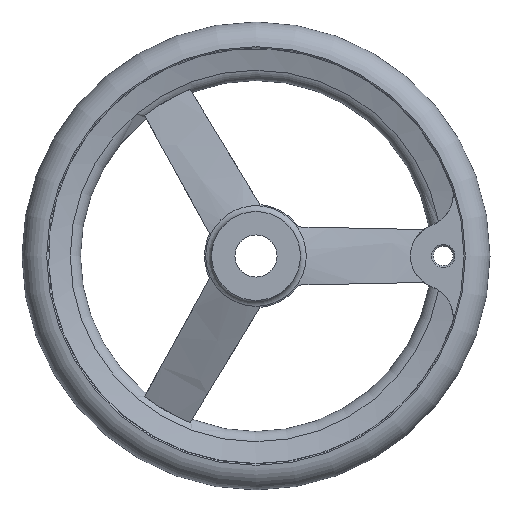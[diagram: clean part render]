
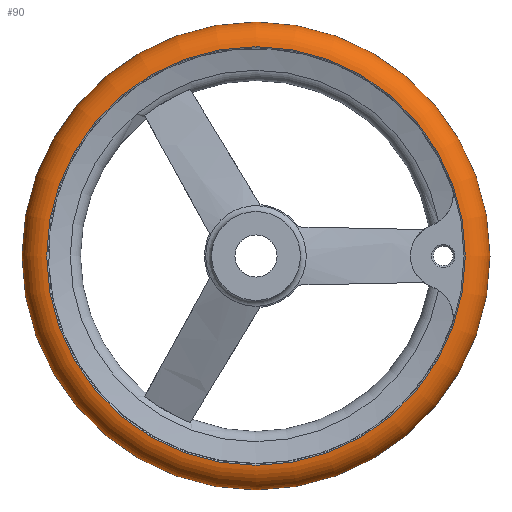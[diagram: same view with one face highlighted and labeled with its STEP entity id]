
A CAD part, front view. The second image highlights one B-rep face of the part: STEP entity #90.
In plain terms, the highlighted toroidal (fillet/blend) face has major radius 89 mm and minor radius 11 mm.
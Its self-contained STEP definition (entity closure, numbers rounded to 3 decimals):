
#90 = ADVANCED_FACE( '', ( #212, #213, #214 ), #215, .T. );
#212 = FACE_BOUND( '', #378, .T. );
#213 = FACE_OUTER_BOUND( '', #379, .T. );
#214 = FACE_OUTER_BOUND( '', #380, .T. );
#215 = TOROIDAL_SURFACE( '', #381, 89., 11. );
#378 = VERTEX_LOOP( '', #589 );
#379 = EDGE_LOOP( '', ( #590 ) );
#380 = EDGE_LOOP( '', ( #591 ) );
#381 = AXIS2_PLACEMENT_3D( '', #592, #593, #594 );
#589 = VERTEX_POINT( '', #925 );
#590 = ORIENTED_EDGE( '', *, *, #926, .T. );
#591 = ORIENTED_EDGE( '', *, *, #927, .F. );
#592 = CARTESIAN_POINT( '', ( 0., 34., 0. ) );
#593 = DIRECTION( '', ( 0., -1., 0. ) );
#594 = DIRECTION( '', ( 0., 0., -1. ) );
#925 = CARTESIAN_POINT( '', ( 0., 34., -100. ) );
#926 = EDGE_CURVE( '', #1107, #1107, #1108, .T. );
#927 = EDGE_CURVE( '', #1109, #1109, #1110, .T. );
#1107 = VERTEX_POINT( '', #1496 );
#1108 = CIRCLE( '', #1497, 89.458 );
#1109 = VERTEX_POINT( '', #1498 );
#1110 = CIRCLE( '', #1499, 89.458 );
#1496 = CARTESIAN_POINT( '', ( 0., 44.99, -89.458 ) );
#1497 = AXIS2_PLACEMENT_3D( '', #1963, #1964, #1965 );
#1498 = CARTESIAN_POINT( '', ( 0., 23.01, -89.458 ) );
#1499 = AXIS2_PLACEMENT_3D( '', #1966, #1967, #1968 );
#1963 = CARTESIAN_POINT( '', ( 0., 44.99, 0. ) );
#1964 = DIRECTION( '', ( 0., -1., 0. ) );
#1965 = DIRECTION( '', ( 0., 0., -1. ) );
#1966 = CARTESIAN_POINT( '', ( 0., 23.01, 0. ) );
#1967 = DIRECTION( '', ( 0., -1., 0. ) );
#1968 = DIRECTION( '', ( 0., 0., -1. ) );
